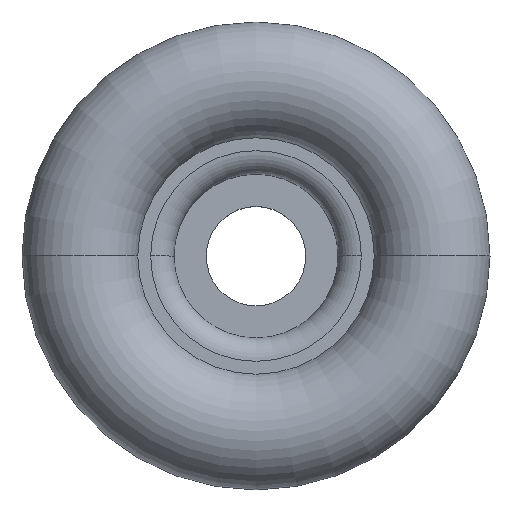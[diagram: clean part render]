
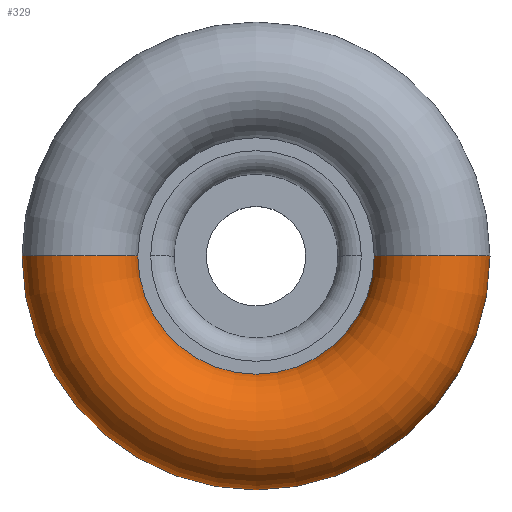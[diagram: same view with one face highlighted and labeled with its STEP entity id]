
A CAD part, top view. The second image highlights one B-rep face of the part: STEP entity #329.
In plain terms, the highlighted toroidal (fillet/blend) face has major radius 15 mm and minor radius 5 mm.
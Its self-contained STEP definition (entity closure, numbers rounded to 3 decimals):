
#32 = AXIS2_PLACEMENT_3D ( 'NONE', #801, #1166, #120 ) ;
#36 = DIRECTION ( 'NONE',  ( 1., 0., 0. ) ) ;
#39 = VERTEX_POINT ( 'NONE', #578 ) ;
#50 = CARTESIAN_POINT ( 'NONE',  ( 17.004, 0., -9.581 ) ) ;
#63 = DIRECTION ( 'NONE',  ( 1., 0., 0. ) ) ;
#65 = CIRCLE ( 'NONE', #99, 17.004 ) ;
#99 = AXIS2_PLACEMENT_3D ( 'NONE', #810, #1011, #36 ) ;
#120 = DIRECTION ( 'NONE',  ( -1., 0., 0. ) ) ;
#143 = EDGE_CURVE ( 'NONE', #1052, #255, #1047, .T. ) ;
#193 = ORIENTED_EDGE ( 'NONE', *, *, #1066, .F. ) ;
#244 = CARTESIAN_POINT ( 'NONE',  ( 10.101, 0., -4. ) ) ;
#255 = VERTEX_POINT ( 'NONE', #244 ) ;
#264 = DIRECTION ( 'NONE',  ( 0., 1., 0. ) ) ;
#274 = DIRECTION ( 'NONE',  ( -1., 0., 0. ) ) ;
#279 = AXIS2_PLACEMENT_3D ( 'NONE', #628, #548, #63 ) ;
#327 = CARTESIAN_POINT ( 'NONE',  ( 15., 0., -5. ) ) ;
#329 = ADVANCED_FACE ( 'NONE', ( #726 ), #474, .T. ) ;
#420 = ORIENTED_EDGE ( 'NONE', *, *, #521, .F. ) ;
#432 = ORIENTED_EDGE ( 'NONE', *, *, #143, .T. ) ;
#474 = TOROIDAL_SURFACE ( 'NONE', #279, 15., 5. ) ;
#521 = EDGE_CURVE ( 'NONE', #39, #613, #1006, .T. ) ;
#548 = DIRECTION ( 'NONE',  ( 0., 0., 1. ) ) ;
#578 = CARTESIAN_POINT ( 'NONE',  ( -17.004, 0., -9.581 ) ) ;
#613 = VERTEX_POINT ( 'NONE', #722 ) ;
#628 = CARTESIAN_POINT ( 'NONE',  ( 0., 0., -5. ) ) ;
#676 = AXIS2_PLACEMENT_3D ( 'NONE', #1116, #264, #274 ) ;
#698 = DIRECTION ( 'NONE',  ( 0., 0., -1. ) ) ;
#722 = CARTESIAN_POINT ( 'NONE',  ( -10.101, 0., -4. ) ) ;
#726 = FACE_OUTER_BOUND ( 'NONE', #1235, .T. ) ;
#801 = CARTESIAN_POINT ( 'NONE',  ( 0., 0., -4. ) ) ;
#810 = CARTESIAN_POINT ( 'NONE',  ( 0., 0., -9.581 ) ) ;
#863 = EDGE_CURVE ( 'NONE', #613, #255, #1239, .T. ) ;
#867 = ORIENTED_EDGE ( 'NONE', *, *, #863, .F. ) ;
#884 = DIRECTION ( 'NONE',  ( 0., -1., 0. ) ) ;
#1006 = CIRCLE ( 'NONE', #676, 5. ) ;
#1011 = DIRECTION ( 'NONE',  ( 0., 0., -1. ) ) ;
#1028 = AXIS2_PLACEMENT_3D ( 'NONE', #327, #884, #698 ) ;
#1047 = CIRCLE ( 'NONE', #1028, 5. ) ;
#1052 = VERTEX_POINT ( 'NONE', #50 ) ;
#1066 = EDGE_CURVE ( 'NONE', #1052, #39, #65, .T. ) ;
#1116 = CARTESIAN_POINT ( 'NONE',  ( -15., 0., -5. ) ) ;
#1166 = DIRECTION ( 'NONE',  ( 0., 0., 1. ) ) ;
#1235 = EDGE_LOOP ( 'NONE', ( #420, #193, #432, #867 ) ) ;
#1239 = CIRCLE ( 'NONE', #32, 10.101 ) ;
